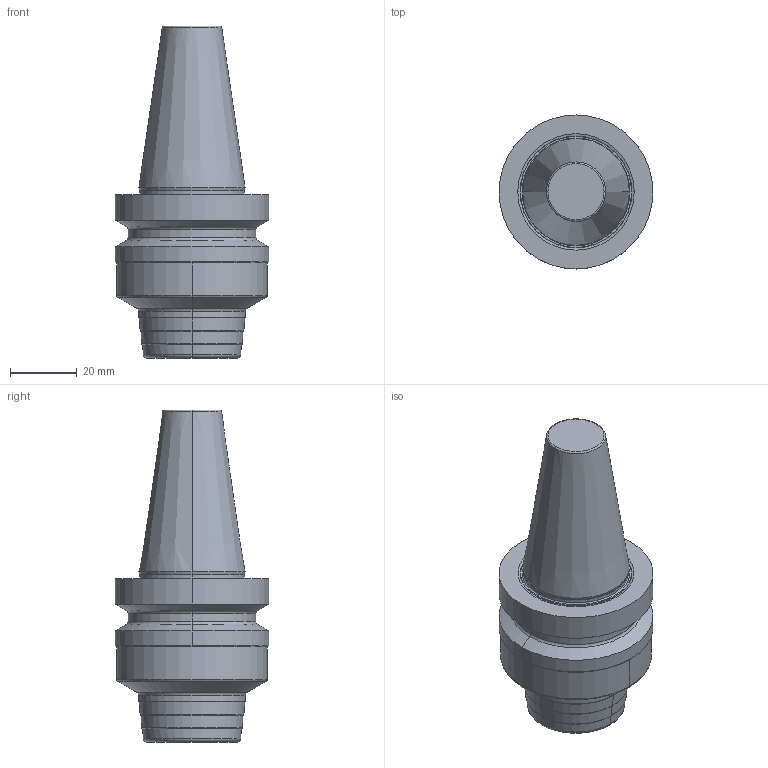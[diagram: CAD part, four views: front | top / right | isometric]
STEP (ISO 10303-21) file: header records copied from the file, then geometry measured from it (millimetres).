
FILE_DESCRIPTION((''),'2;1');
FILE_NAME('30526722','2018-04-25T',('bahnemannr'),(''),'PRO/ENGINEER BY PARAMETRIC TECHNOLOGY CORPORATION, 2011220','PRO/ENGINEER BY PARAMETRIC TECHNOLOGY CORPORATION, 2011220','');
FILE_SCHEMA(('AUTOMOTIVE_DESIGN_CC2 { 1 2 10303 214 -1 1 5 2 }'));
Length unit declared in the file: millimetre
Products named in the file (1): 30526722
Bounding box: 46 x 46 x 99.2 mm (x, y, z)
Volume: 82030.2 mm3; surface area: 14664.2 mm2
Topology: 1 solids, 1 shells, 69 faces, 140 edges, 84 vertices
Faces by surface type: torus 28, cone 18, cylinder 14, plane 9
Entity records: 2300 total; most frequent: DIRECTION 388, CARTESIAN_POINT 288, ORIENTED_EDGE 272, AXIS2_PLACEMENT_3D 176, PRESENTATION_STYLE_ASSIGNMENT 144, STYLED_ITEM 144, CURVE_STYLE 143, EDGE_CURVE 136
